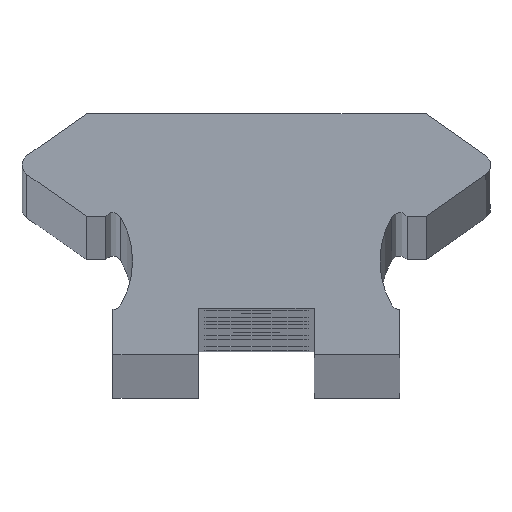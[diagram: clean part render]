
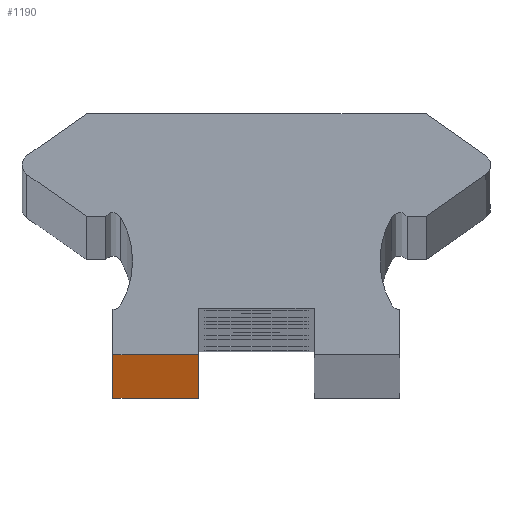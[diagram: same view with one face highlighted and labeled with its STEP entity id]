
A CAD part, top view. The second image highlights one B-rep face of the part: STEP entity #1190.
In plain terms, the highlighted planar face has unit normal (0, -1, 0).
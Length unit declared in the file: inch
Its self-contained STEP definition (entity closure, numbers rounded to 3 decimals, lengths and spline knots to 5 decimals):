
#4 = VERTEX_POINT ( 'NONE', #2007 ) ;
#6 = EDGE_CURVE ( 'NONE', #1529, #1112, #2051, .T. ) ;
#8 = LINE ( 'NONE', #1695, #24 ) ;
#24 = VECTOR ( 'NONE', #2181, 39.37008 ) ;
#25 = EDGE_CURVE ( 'NONE', #2117, #1112, #1563, .T. ) ;
#147 = CARTESIAN_POINT ( 'NONE',  ( 0.41358, 0., 0. ) ) ;
#360 = PLANE ( 'NONE',  #1762 ) ;
#375 = DIRECTION ( 'NONE',  ( 0., 0., -1. ) ) ;
#555 = DIRECTION ( 'NONE',  ( 0., 0., -1. ) ) ;
#705 = ORIENTED_EDGE ( 'NONE', *, *, #25, .F. ) ;
#766 = CARTESIAN_POINT ( 'NONE',  ( 0.41358, 0., 0. ) ) ;
#840 = ORIENTED_EDGE ( 'NONE', *, *, #6, .T. ) ;
#858 = ORIENTED_EDGE ( 'NONE', *, *, #2044, .F. ) ;
#949 = EDGE_CURVE ( 'NONE', #1529, #4, #8, .T. ) ;
#998 = DIRECTION ( 'NONE',  ( 0., 0., 1. ) ) ;
#1112 = VERTEX_POINT ( 'NONE', #1661 ) ;
#1190 = ADVANCED_FACE ( 'NONE', ( #1679 ), #360, .F. ) ;
#1359 = CARTESIAN_POINT ( 'NONE',  ( -0.24409, 0., 42.3622 ) ) ;
#1370 = VECTOR ( 'NONE', #555, 39.37008 ) ;
#1433 = LINE ( 'NONE', #2280, #1997 ) ;
#1529 = VERTEX_POINT ( 'NONE', #2005 ) ;
#1563 = LINE ( 'NONE', #766, #2116 ) ;
#1661 = CARTESIAN_POINT ( 'NONE',  ( -0.24409, 0., 0. ) ) ;
#1679 = FACE_OUTER_BOUND ( 'NONE', #2178, .T. ) ;
#1695 = CARTESIAN_POINT ( 'NONE',  ( -0.37926, 0., 42.3622 ) ) ;
#1762 = AXIS2_PLACEMENT_3D ( 'NONE', #147, #2702, #998 ) ;
#1997 = VECTOR ( 'NONE', #375, 39.37008 ) ;
#2005 = CARTESIAN_POINT ( 'NONE',  ( -0.24409, 0., 42.3622 ) ) ;
#2007 = CARTESIAN_POINT ( 'NONE',  ( -0.09843, 0., 42.3622 ) ) ;
#2044 = EDGE_CURVE ( 'NONE', #4, #2117, #1433, .T. ) ;
#2051 = LINE ( 'NONE', #1359, #1370 ) ;
#2116 = VECTOR ( 'NONE', #2664, 39.37008 ) ;
#2117 = VERTEX_POINT ( 'NONE', #2546 ) ;
#2178 = EDGE_LOOP ( 'NONE', ( #858, #2687, #840, #705 ) ) ;
#2181 = DIRECTION ( 'NONE',  ( 1., 0., 0. ) ) ;
#2280 = CARTESIAN_POINT ( 'NONE',  ( -0.09843, 0., 0. ) ) ;
#2546 = CARTESIAN_POINT ( 'NONE',  ( -0.09843, 0., 0. ) ) ;
#2664 = DIRECTION ( 'NONE',  ( -1., 0., 0. ) ) ;
#2687 = ORIENTED_EDGE ( 'NONE', *, *, #949, .F. ) ;
#2702 = DIRECTION ( 'NONE',  ( 0., 1., 0. ) ) ;
